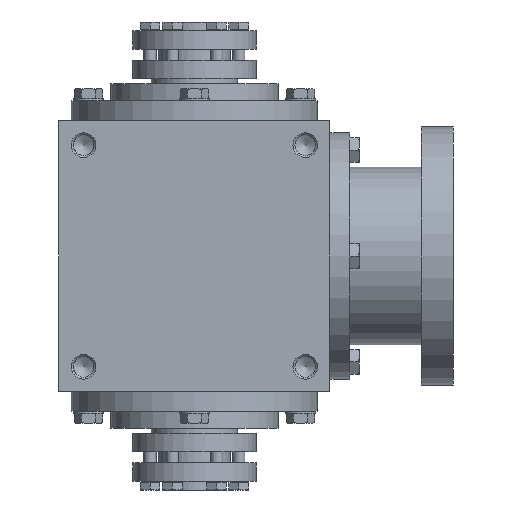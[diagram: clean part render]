
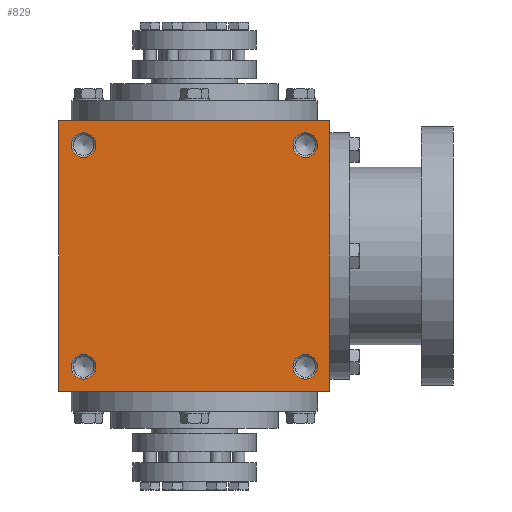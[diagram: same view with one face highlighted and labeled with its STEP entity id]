
A CAD part, front view. The second image highlights one B-rep face of the part: STEP entity #829.
In plain terms, the highlighted planar face has unit normal (0, -1, 0).
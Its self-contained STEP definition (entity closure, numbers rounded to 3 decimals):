
#829 = ADVANCED_FACE( '', ( #1755, #1756, #1757, #1758, #1759 ), #1760, .F. );
#1755 = FACE_BOUND( '', #2811, .T. );
#1756 = FACE_BOUND( '', #2812, .T. );
#1757 = FACE_BOUND( '', #2813, .T. );
#1758 = FACE_BOUND( '', #2814, .T. );
#1759 = FACE_OUTER_BOUND( '', #2815, .T. );
#1760 = PLANE( '', #2816 );
#2811 = EDGE_LOOP( '', ( #4529 ) );
#2812 = EDGE_LOOP( '', ( #4530 ) );
#2813 = EDGE_LOOP( '', ( #4531 ) );
#2814 = EDGE_LOOP( '', ( #4532 ) );
#2815 = EDGE_LOOP( '', ( #4533, #4534, #4535, #4536 ) );
#2816 = AXIS2_PLACEMENT_3D( '', #4537, #4538, #4539 );
#4529 = ORIENTED_EDGE( '', *, *, #5993, .T. );
#4530 = ORIENTED_EDGE( '', *, *, #5994, .T. );
#4531 = ORIENTED_EDGE( '', *, *, #5766, .F. );
#4532 = ORIENTED_EDGE( '', *, *, #5990, .F. );
#4533 = ORIENTED_EDGE( '', *, *, #5995, .T. );
#4534 = ORIENTED_EDGE( '', *, *, #5923, .F. );
#4535 = ORIENTED_EDGE( '', *, *, #5996, .F. );
#4536 = ORIENTED_EDGE( '', *, *, #5878, .T. );
#4537 = CARTESIAN_POINT( '', ( -55., -55., 55. ) );
#4538 = DIRECTION( '', ( 0., 1., 0. ) );
#4539 = DIRECTION( '', ( 0., 0., 1. ) );
#5766 = EDGE_CURVE( '', #6808, #6808, #6809, .T. );
#5878 = EDGE_CURVE( '', #6972, #6970, #6973, .T. );
#5923 = EDGE_CURVE( '', #7032, #7027, #7034, .T. );
#5990 = EDGE_CURVE( '', #7121, #7121, #7122, .T. );
#5993 = EDGE_CURVE( '', #7125, #7125, #7126, .T. );
#5994 = EDGE_CURVE( '', #7127, #7127, #7128, .T. );
#5995 = EDGE_CURVE( '', #6970, #7027, #7129, .T. );
#5996 = EDGE_CURVE( '', #6972, #7032, #7130, .T. );
#6808 = VERTEX_POINT( '', #8297 );
#6809 = CIRCLE( '', #8298, 5. );
#6970 = VERTEX_POINT( '', #8513 );
#6972 = VERTEX_POINT( '', #8516 );
#6973 = LINE( '', #8517, #8518 );
#7027 = VERTEX_POINT( '', #8608 );
#7032 = VERTEX_POINT( '', #8615 );
#7034 = LINE( '', #8618, #8619 );
#7121 = VERTEX_POINT( '', #8775 );
#7122 = CIRCLE( '', #8776, 5. );
#7125 = VERTEX_POINT( '', #8779 );
#7126 = CIRCLE( '', #8780, 5. );
#7127 = VERTEX_POINT( '', #8781 );
#7128 = CIRCLE( '', #8782, 5. );
#7129 = LINE( '', #8783, #8784 );
#7130 = LINE( '', #8785, #8786 );
#8297 = CARTESIAN_POINT( '', ( 45., -55., -50. ) );
#8298 = AXIS2_PLACEMENT_3D( '', #9600, #9601, #9602 );
#8513 = CARTESIAN_POINT( '', ( -55., -55., -55. ) );
#8516 = CARTESIAN_POINT( '', ( -55., -55., 55. ) );
#8517 = CARTESIAN_POINT( '', ( -55., -55., 55. ) );
#8518 = VECTOR( '', #9779, 1000. );
#8608 = CARTESIAN_POINT( '', ( 55., -55., -55. ) );
#8615 = CARTESIAN_POINT( '', ( 55., -55., 55. ) );
#8618 = CARTESIAN_POINT( '', ( 55., -55., 55. ) );
#8619 = VECTOR( '', #9829, 1000. );
#8775 = CARTESIAN_POINT( '', ( 45., -55., 40. ) );
#8776 = AXIS2_PLACEMENT_3D( '', #9889, #9890, #9891 );
#8779 = CARTESIAN_POINT( '', ( -45., -55., -40. ) );
#8780 = AXIS2_PLACEMENT_3D( '', #9892, #9893, #9894 );
#8781 = CARTESIAN_POINT( '', ( -45., -55., 50. ) );
#8782 = AXIS2_PLACEMENT_3D( '', #9895, #9896, #9897 );
#8783 = CARTESIAN_POINT( '', ( -55., -55., -55. ) );
#8784 = VECTOR( '', #9898, 1000. );
#8785 = CARTESIAN_POINT( '', ( -55., -55., 55. ) );
#8786 = VECTOR( '', #9899, 1000. );
#9600 = CARTESIAN_POINT( '', ( 45., -55., -45. ) );
#9601 = DIRECTION( '', ( 0., -1., 0. ) );
#9602 = DIRECTION( '', ( 0., 0., -1. ) );
#9779 = DIRECTION( '', ( 0., 0., -1. ) );
#9829 = DIRECTION( '', ( 0., 0., -1. ) );
#9889 = CARTESIAN_POINT( '', ( 45., -55., 45. ) );
#9890 = DIRECTION( '', ( 0., -1., 0. ) );
#9891 = DIRECTION( '', ( 0., 0., -1. ) );
#9892 = CARTESIAN_POINT( '', ( -45., -55., -45. ) );
#9893 = DIRECTION( '', ( 0., 1., 0. ) );
#9894 = DIRECTION( '', ( 0., 0., 1. ) );
#9895 = CARTESIAN_POINT( '', ( -45., -55., 45. ) );
#9896 = DIRECTION( '', ( 0., 1., 0. ) );
#9897 = DIRECTION( '', ( 0., 0., 1. ) );
#9898 = DIRECTION( '', ( 1., 0., 0. ) );
#9899 = DIRECTION( '', ( 1., 0., 0. ) );
